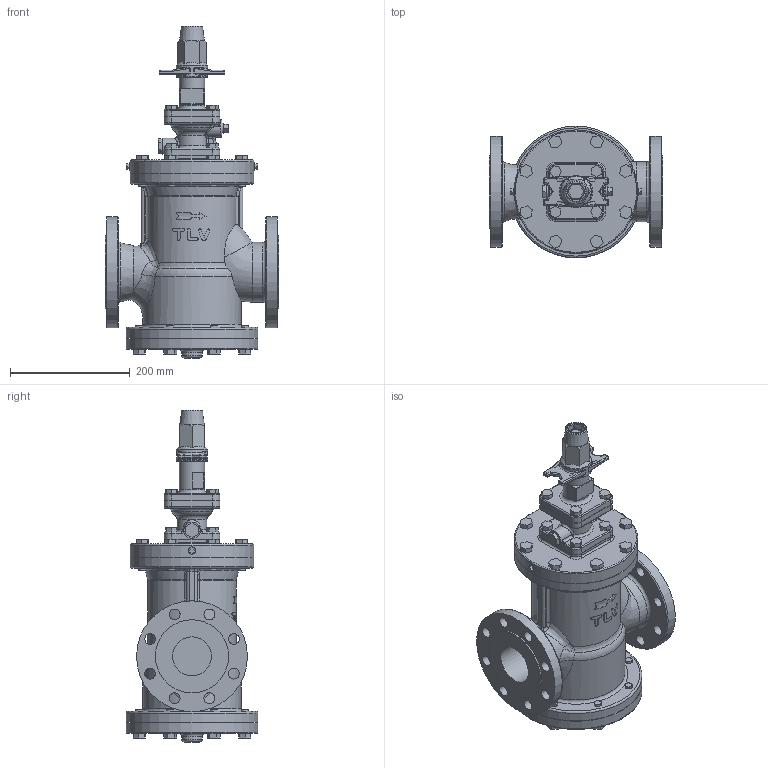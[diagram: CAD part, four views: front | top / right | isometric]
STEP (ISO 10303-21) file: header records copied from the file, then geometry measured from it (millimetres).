
FILE_DESCRIPTION(/* description */ (''),/* implementation_level */ '2;1');
FILE_NAME(/* name */ 'csr16-065-e0025-00.stp',/* time_stamp */ '2021-04-20T09:41:38+09:00',/* author */ ('nakaot'),/* organization */ (''),/* preprocessor_version */ 'ST-DEVELOPER v18',/* originating_system */ 'Autodesk Inventor 2020',/* authorisation */ '');
FILE_SCHEMA (('AUTOMOTIVE_DESIGN { 1 0 10303 214 3 1 1 }'));
Length unit declared in the file: millimetre
Products named in the file (1): 65A_PN40_COSR-16_GGG
Bounding box: 290 x 220 x 554 mm (x, y, z)
Volume: 9542550.3 mm3; surface area: 608679.1 mm2
Topology: 1 solids, 1 shells, 749 faces, 1789 edges, 1081 vertices
Faces by surface type: plane 346, cylinder 229, torus 64, bspline 64, sphere 35, cone 11
Full cylindrical faces by diameter (mm): 10 x8, 12 x34, 17 x1, 18 x16, 21 x1, 27 x1, 30 x1, 34 x1, 42 x1, 52 x1, 58.297 x1, 59.474 x1, 65 x2, 100 x1, 122 x2, 124.078 x1, 146.683 x1, 164 x1, 185 x2, 206 x2, 220 x2
Entity records: 24383 total; most frequent: CARTESIAN_POINT 7130, DIRECTION 3587, ORIENTED_EDGE 3504, EDGE_CURVE 1752, AXIS2_PLACEMENT_3D 1327, VERTEX_POINT 1081, LINE 933, VECTOR 933
